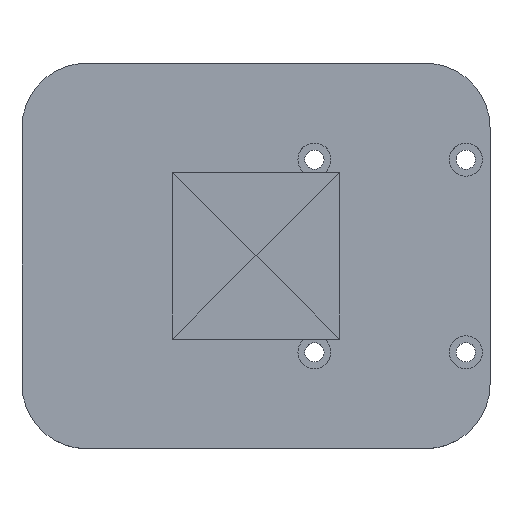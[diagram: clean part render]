
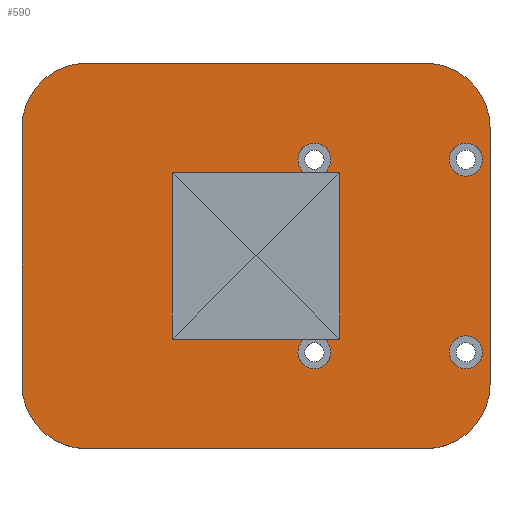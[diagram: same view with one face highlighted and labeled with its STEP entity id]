
A CAD part, top view. The second image highlights one B-rep face of the part: STEP entity #590.
In plain terms, the highlighted planar face has unit normal (0, 0, 1).
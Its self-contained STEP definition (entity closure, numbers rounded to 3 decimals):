
#19=FACE_BOUND('',#107,.T.);
#20=FACE_BOUND('',#108,.T.);
#21=FACE_BOUND('',#109,.T.);
#22=FACE_BOUND('',#110,.T.);
#23=FACE_BOUND('',#111,.T.);
#32=PLANE('',#657);
#65=FACE_OUTER_BOUND('',#106,.T.);
#106=EDGE_LOOP('',(#446,#447,#448,#449,#450,#451,#452,#453));
#107=EDGE_LOOP('',(#454));
#108=EDGE_LOOP('',(#455));
#109=EDGE_LOOP('',(#456));
#110=EDGE_LOOP('',(#457));
#111=EDGE_LOOP('',(#458,#459,#460,#461));
#148=LINE('',#928,#204);
#149=LINE('',#932,#205);
#150=LINE('',#936,#206);
#151=LINE('',#939,#207);
#152=LINE('',#942,#208);
#153=LINE('',#944,#209);
#154=LINE('',#946,#210);
#155=LINE('',#947,#211);
#204=VECTOR('',#760,37.);
#205=VECTOR('',#763,28.);
#206=VECTOR('',#766,37.);
#207=VECTOR('',#769,28.);
#208=VECTOR('',#770,15.8);
#209=VECTOR('',#771,15.9);
#210=VECTOR('',#772,15.8);
#211=VECTOR('',#773,15.9);
#255=CIRCLE('',#635,1.8);
#259=CIRCLE('',#642,1.8);
#263=CIRCLE('',#649,1.8);
#267=CIRCLE('',#656,1.8);
#268=CIRCLE('',#658,7.);
#269=CIRCLE('',#659,7.);
#270=CIRCLE('',#660,7.);
#271=CIRCLE('',#661,7.);
#279=VERTEX_POINT('',#881);
#283=VERTEX_POINT('',#894);
#287=VERTEX_POINT('',#907);
#291=VERTEX_POINT('',#920);
#292=VERTEX_POINT('',#924);
#293=VERTEX_POINT('',#925);
#294=VERTEX_POINT('',#927);
#295=VERTEX_POINT('',#929);
#296=VERTEX_POINT('',#931);
#297=VERTEX_POINT('',#933);
#298=VERTEX_POINT('',#935);
#299=VERTEX_POINT('',#937);
#300=VERTEX_POINT('',#940);
#301=VERTEX_POINT('',#941);
#302=VERTEX_POINT('',#943);
#303=VERTEX_POINT('',#945);
#331=EDGE_CURVE('',#279,#279,#255,.T.);
#337=EDGE_CURVE('',#283,#283,#259,.T.);
#343=EDGE_CURVE('',#287,#287,#263,.T.);
#349=EDGE_CURVE('',#291,#291,#267,.T.);
#350=EDGE_CURVE('',#292,#293,#268,.T.);
#351=EDGE_CURVE('',#292,#294,#148,.T.);
#352=EDGE_CURVE('',#294,#295,#269,.T.);
#353=EDGE_CURVE('',#295,#296,#149,.T.);
#354=EDGE_CURVE('',#297,#296,#270,.T.);
#355=EDGE_CURVE('',#298,#297,#150,.T.);
#356=EDGE_CURVE('',#298,#299,#271,.T.);
#357=EDGE_CURVE('',#293,#299,#151,.T.);
#358=EDGE_CURVE('',#300,#301,#152,.T.);
#359=EDGE_CURVE('',#302,#300,#153,.T.);
#360=EDGE_CURVE('',#302,#303,#154,.T.);
#361=EDGE_CURVE('',#303,#301,#155,.T.);
#446=ORIENTED_EDGE('',*,*,#350,.F.);
#447=ORIENTED_EDGE('',*,*,#351,.T.);
#448=ORIENTED_EDGE('',*,*,#352,.T.);
#449=ORIENTED_EDGE('',*,*,#353,.T.);
#450=ORIENTED_EDGE('',*,*,#354,.F.);
#451=ORIENTED_EDGE('',*,*,#355,.F.);
#452=ORIENTED_EDGE('',*,*,#356,.T.);
#453=ORIENTED_EDGE('',*,*,#357,.F.);
#454=ORIENTED_EDGE('',*,*,#331,.T.);
#455=ORIENTED_EDGE('',*,*,#337,.T.);
#456=ORIENTED_EDGE('',*,*,#343,.T.);
#457=ORIENTED_EDGE('',*,*,#349,.T.);
#458=ORIENTED_EDGE('',*,*,#358,.F.);
#459=ORIENTED_EDGE('',*,*,#359,.F.);
#460=ORIENTED_EDGE('',*,*,#360,.T.);
#461=ORIENTED_EDGE('',*,*,#361,.T.);
#590=ADVANCED_FACE('',(#65,#19,#20,#21,#22,#23),#32,.T.);
#635=AXIS2_PLACEMENT_3D('',#883,#706,#707);
#642=AXIS2_PLACEMENT_3D('',#896,#722,#723);
#649=AXIS2_PLACEMENT_3D('',#909,#738,#739);
#656=AXIS2_PLACEMENT_3D('',#922,#754,#755);
#657=AXIS2_PLACEMENT_3D('',#923,#756,#757);
#658=AXIS2_PLACEMENT_3D('',#926,#758,#759);
#659=AXIS2_PLACEMENT_3D('',#930,#761,#762);
#660=AXIS2_PLACEMENT_3D('',#934,#764,#765);
#661=AXIS2_PLACEMENT_3D('',#938,#767,#768);
#706=DIRECTION('center_axis',(0.,0.,-1.));
#707=DIRECTION('ref_axis',(1.,0.,0.));
#722=DIRECTION('center_axis',(0.,0.,-1.));
#723=DIRECTION('ref_axis',(1.,0.,0.));
#738=DIRECTION('center_axis',(0.,0.,-1.));
#739=DIRECTION('ref_axis',(1.,0.,0.));
#754=DIRECTION('center_axis',(0.,0.,-1.));
#755=DIRECTION('ref_axis',(1.,0.,0.));
#756=DIRECTION('center_axis',(0.,0.,1.));
#757=DIRECTION('ref_axis',(1.,0.,0.));
#758=DIRECTION('center_axis',(0.,0.,-1.));
#759=DIRECTION('ref_axis',(-1.,0.,0.));
#760=DIRECTION('',(-1.,0.,0.));
#761=DIRECTION('center_axis',(0.,0.,1.));
#762=DIRECTION('ref_axis',(1.,0.,0.));
#763=DIRECTION('',(0.,-1.,0.));
#764=DIRECTION('center_axis',(0.,0.,-1.));
#765=DIRECTION('ref_axis',(1.,0.,0.));
#766=DIRECTION('',(-1.,0.,0.));
#767=DIRECTION('center_axis',(0.,0.,1.));
#768=DIRECTION('ref_axis',(-1.,0.,0.));
#769=DIRECTION('',(0.,-1.,0.));
#770=DIRECTION('',(0.,-1.,0.));
#771=DIRECTION('',(-1.,0.,0.));
#772=DIRECTION('',(0.,-1.,0.));
#773=DIRECTION('',(-1.,0.,0.));
#881=CARTESIAN_POINT('',(21.067,10.5,4.));
#883=CARTESIAN_POINT('Origin',(22.867,10.5,4.));
#894=CARTESIAN_POINT('',(4.567,10.5,4.));
#896=CARTESIAN_POINT('Origin',(6.367,10.5,4.));
#907=CARTESIAN_POINT('',(4.567,-10.5,4.));
#909=CARTESIAN_POINT('Origin',(6.367,-10.5,4.));
#920=CARTESIAN_POINT('',(21.067,-10.5,4.));
#922=CARTESIAN_POINT('Origin',(22.867,-10.5,4.));
#923=CARTESIAN_POINT('Origin',(-18.5,14.,4.));
#924=CARTESIAN_POINT('',(18.5,21.,4.));
#925=CARTESIAN_POINT('',(25.5,14.,4.));
#926=CARTESIAN_POINT('Origin',(18.5,14.,4.));
#927=CARTESIAN_POINT('',(-18.5,21.,4.));
#928=CARTESIAN_POINT('',(18.5,21.,4.));
#929=CARTESIAN_POINT('',(-25.5,14.,4.));
#930=CARTESIAN_POINT('Origin',(-18.5,14.,4.));
#931=CARTESIAN_POINT('',(-25.5,-14.,4.));
#932=CARTESIAN_POINT('',(-25.5,14.,4.));
#933=CARTESIAN_POINT('',(-18.5,-21.,4.));
#934=CARTESIAN_POINT('Origin',(-18.5,-14.,4.));
#935=CARTESIAN_POINT('',(18.5,-21.,4.));
#936=CARTESIAN_POINT('',(18.5,-21.,4.));
#937=CARTESIAN_POINT('',(25.5,-14.,4.));
#938=CARTESIAN_POINT('Origin',(18.5,-14.,4.));
#939=CARTESIAN_POINT('',(25.5,14.,4.));
#940=CARTESIAN_POINT('',(-7.95,7.9,4.));
#941=CARTESIAN_POINT('',(-7.95,-7.9,4.));
#942=CARTESIAN_POINT('',(-7.95,7.9,4.));
#943=CARTESIAN_POINT('',(7.95,7.9,4.));
#944=CARTESIAN_POINT('',(7.95,7.9,4.));
#945=CARTESIAN_POINT('',(7.95,-7.9,4.));
#946=CARTESIAN_POINT('',(7.95,7.9,4.));
#947=CARTESIAN_POINT('',(7.95,-7.9,4.));
